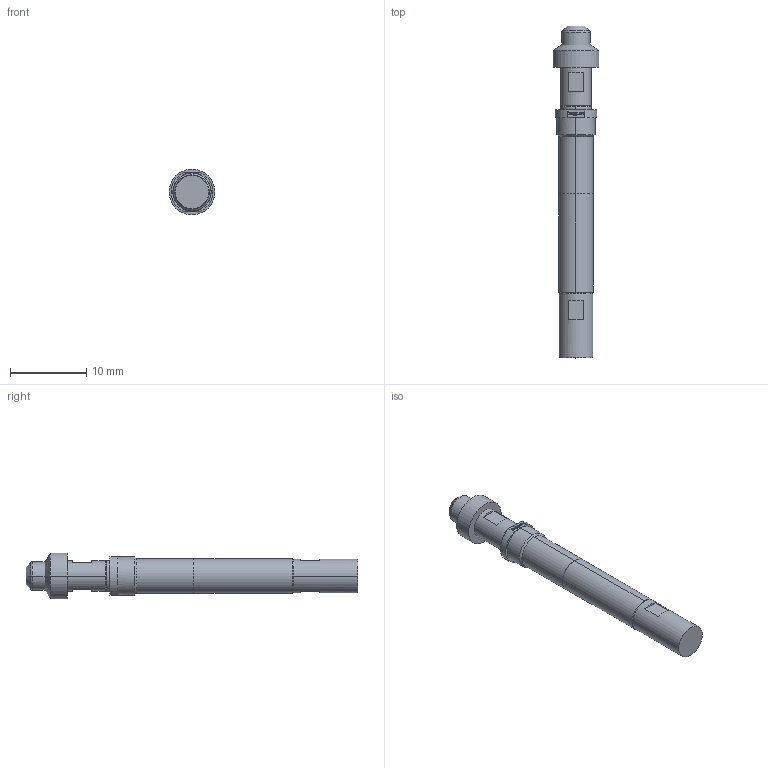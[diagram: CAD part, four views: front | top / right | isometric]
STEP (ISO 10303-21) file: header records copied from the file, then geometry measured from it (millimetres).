
FILE_DESCRIPTION (( 'STEP AP203' ), '1' );
FILE_NAME ('INGUN_HFS-8x0_303_090_A_xx42_GT16_M.STEP', '2022-04-26T12:30:12', ( 'ochi' ), ( '' ), 'SwSTEP 2.0', 'SolidWorks 2018', '' );
FILE_SCHEMA (( 'CONFIG_CONTROL_DESIGN' ));
Length unit declared in the file: millimetre
Products named in the file (1): INGUN_HFS-8x0_303_090_A_xx42_GT16_M
Bounding box: 6 x 43.5 x 6 mm (x, y, z)
Volume: 679.5 mm3; surface area: 712.3 mm2
Topology: 1 solids, 1 shells, 130 faces, 302 edges, 191 vertices
Faces by surface type: plane 65, cylinder 27, bspline 22, cone 14, torus 2
Entity records: 4117 total; most frequent: CARTESIAN_POINT 1239, ORIENTED_EDGE 600, DIRECTION 516, EDGE_CURVE 300, VERTEX_POINT 191, AXIS2_PLACEMENT_3D 184, EDGE_LOOP 149, LINE 148
